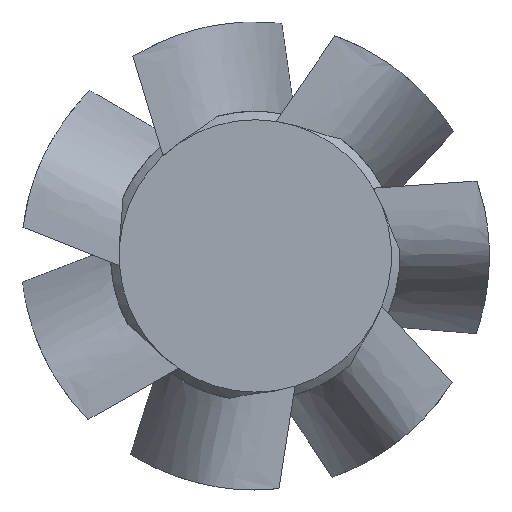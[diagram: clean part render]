
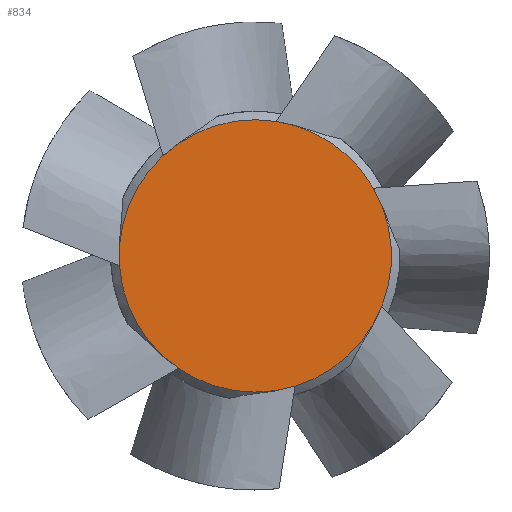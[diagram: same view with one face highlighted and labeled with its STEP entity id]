
A CAD part, top view. The second image highlights one B-rep face of the part: STEP entity #834.
In plain terms, the highlighted planar face has unit normal (0, 0, 1).
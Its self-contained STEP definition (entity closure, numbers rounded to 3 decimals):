
#37=PLANE('',#903);
#141=FACE_OUTER_BOUND('',#201,.T.);
#201=EDGE_LOOP('',(#740,#741,#742,#743,#744,#745,#746));
#231=CIRCLE('',#890,8.);
#232=CIRCLE('',#892,8.);
#233=CIRCLE('',#894,8.);
#234=CIRCLE('',#896,8.);
#235=CIRCLE('',#898,8.);
#236=CIRCLE('',#900,8.);
#237=CIRCLE('',#902,8.);
#337=VERTEX_POINT('',#1367);
#340=VERTEX_POINT('',#1445);
#343=VERTEX_POINT('',#1523);
#348=VERTEX_POINT('',#1674);
#355=VERTEX_POINT('',#1898);
#362=VERTEX_POINT('',#2122);
#382=VERTEX_POINT('',#2556);
#508=EDGE_CURVE('',#343,#382,#231,.T.);
#509=EDGE_CURVE('',#340,#343,#232,.T.);
#510=EDGE_CURVE('',#337,#340,#233,.T.);
#511=EDGE_CURVE('',#382,#362,#234,.T.);
#512=EDGE_CURVE('',#348,#337,#235,.T.);
#513=EDGE_CURVE('',#362,#355,#236,.T.);
#514=EDGE_CURVE('',#355,#348,#237,.T.);
#740=ORIENTED_EDGE('',*,*,#511,.F.);
#741=ORIENTED_EDGE('',*,*,#508,.F.);
#742=ORIENTED_EDGE('',*,*,#509,.F.);
#743=ORIENTED_EDGE('',*,*,#510,.F.);
#744=ORIENTED_EDGE('',*,*,#512,.F.);
#745=ORIENTED_EDGE('',*,*,#514,.F.);
#746=ORIENTED_EDGE('',*,*,#513,.F.);
#834=ADVANCED_FACE('',(#141),#37,.T.);
#890=AXIS2_PLACEMENT_3D('',#2703,#1025,#1026);
#892=AXIS2_PLACEMENT_3D('',#2705,#1029,#1030);
#894=AXIS2_PLACEMENT_3D('',#2707,#1033,#1034);
#896=AXIS2_PLACEMENT_3D('',#2709,#1037,#1038);
#898=AXIS2_PLACEMENT_3D('',#2711,#1041,#1042);
#900=AXIS2_PLACEMENT_3D('',#2713,#1045,#1046);
#902=AXIS2_PLACEMENT_3D('',#2715,#1049,#1050);
#903=AXIS2_PLACEMENT_3D('',#2716,#1051,#1052);
#1025=DIRECTION('center_axis',(0.,0.,-1.));
#1026=DIRECTION('ref_axis',(-1.,0.,0.));
#1029=DIRECTION('center_axis',(0.,0.,-1.));
#1030=DIRECTION('ref_axis',(-1.,0.,0.));
#1033=DIRECTION('center_axis',(0.,0.,-1.));
#1034=DIRECTION('ref_axis',(-1.,0.,0.));
#1037=DIRECTION('center_axis',(0.,0.,-1.));
#1038=DIRECTION('ref_axis',(-1.,0.,0.));
#1041=DIRECTION('center_axis',(0.,0.,-1.));
#1042=DIRECTION('ref_axis',(-1.,0.,0.));
#1045=DIRECTION('center_axis',(0.,0.,-1.));
#1046=DIRECTION('ref_axis',(-1.,0.,0.));
#1049=DIRECTION('center_axis',(0.,0.,-1.));
#1050=DIRECTION('ref_axis',(-1.,0.,0.));
#1051=DIRECTION('center_axis',(0.,0.,1.));
#1052=DIRECTION('ref_axis',(1.,0.,0.));
#1367=CARTESIAN_POINT('',(-7.979,-0.574,8.));
#1445=CARTESIAN_POINT('',(-5.424,5.881,8.));
#1523=CARTESIAN_POINT('',(1.216,7.907,8.));
#1674=CARTESIAN_POINT('',(-4.526,-6.596,8.));
#1898=CARTESIAN_POINT('',(2.335,-7.652,8.));
#2122=CARTESIAN_POINT('',(7.438,-2.945,8.));
#2556=CARTESIAN_POINT('',(6.94,3.979,8.));
#2703=CARTESIAN_POINT('Origin',(0.,0.,8.));
#2705=CARTESIAN_POINT('Origin',(0.,0.,8.));
#2707=CARTESIAN_POINT('Origin',(0.,0.,8.));
#2709=CARTESIAN_POINT('Origin',(0.,0.,8.));
#2711=CARTESIAN_POINT('Origin',(0.,0.,8.));
#2713=CARTESIAN_POINT('Origin',(0.,0.,8.));
#2715=CARTESIAN_POINT('Origin',(0.,0.,8.));
#2716=CARTESIAN_POINT('Origin',(0.,0.,
8.));
